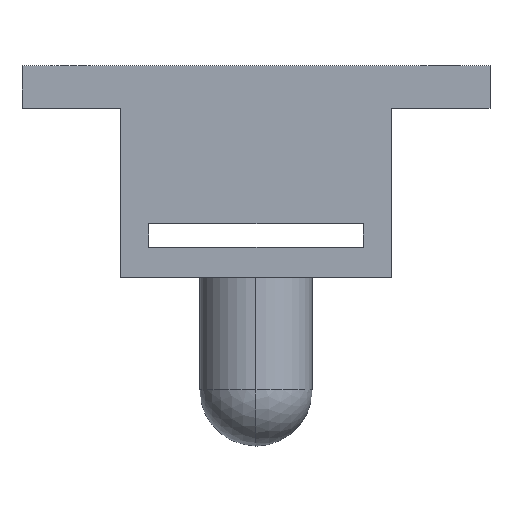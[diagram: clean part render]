
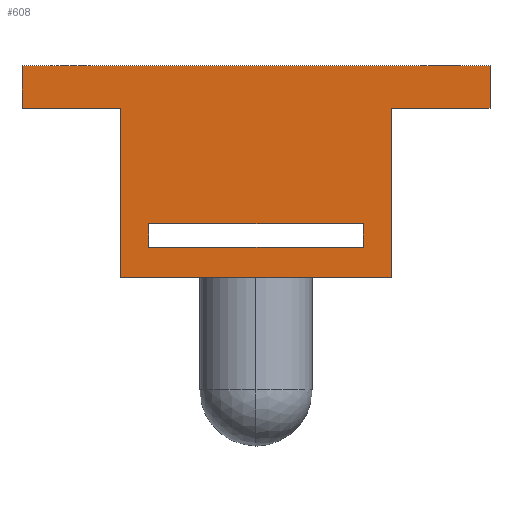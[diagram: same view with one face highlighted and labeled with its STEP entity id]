
A CAD part, top view. The second image highlights one B-rep face of the part: STEP entity #608.
In plain terms, the highlighted planar face has unit normal (0, 0, 1).
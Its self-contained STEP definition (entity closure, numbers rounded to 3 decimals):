
#1 = VECTOR ( 'NONE', #1056, 1000. ) ;
#18 = DIRECTION ( 'NONE',  ( 1., 0., 0. ) ) ;
#30 = ORIENTED_EDGE ( 'NONE', *, *, #63, .T. ) ;
#32 = VECTOR ( 'NONE', #18, 1000. ) ;
#40 = VECTOR ( 'NONE', #741, 1000. ) ;
#60 = VERTEX_POINT ( 'NONE', #867 ) ;
#63 = EDGE_CURVE ( 'NONE', #60, #244, #81, .T. ) ;
#64 = EDGE_LOOP ( 'NONE', ( #30, #669, #345, #510, #674, #574, #945, #494 ) ) ;
#68 = LINE ( 'NONE', #531, #972 ) ;
#81 = LINE ( 'NONE', #791, #581 ) ;
#92 = CARTESIAN_POINT ( 'NONE',  ( 16.62, -3., 5. ) ) ;
#99 = AXIS2_PLACEMENT_3D ( 'NONE', #747, #490, #310 ) ;
#112 = LINE ( 'NONE', #894, #1 ) ;
#116 = VECTOR ( 'NONE', #439, 1000. ) ;
#128 = LINE ( 'NONE', #805, #797 ) ;
#153 = VERTEX_POINT ( 'NONE', #180 ) ;
#158 = VERTEX_POINT ( 'NONE', #289 ) ;
#165 = EDGE_CURVE ( 'NONE', #509, #639, #623, .T. ) ;
#180 = CARTESIAN_POINT ( 'NONE',  ( 7.62, -12.9, 5. ) ) ;
#187 = CARTESIAN_POINT ( 'NONE',  ( -7.62, -11.2, 5. ) ) ;
#207 = EDGE_CURVE ( 'NONE', #807, #153, #890, .T. ) ;
#231 = DIRECTION ( 'NONE',  ( 0., -1., 0. ) ) ;
#234 = ORIENTED_EDGE ( 'NONE', *, *, #370, .F. ) ;
#244 = VERTEX_POINT ( 'NONE', #477 ) ;
#257 = ORIENTED_EDGE ( 'NONE', *, *, #207, .F. ) ;
#258 = CARTESIAN_POINT ( 'NONE',  ( 0., -3., 5. ) ) ;
#262 = VECTOR ( 'NONE', #330, 1000. ) ;
#289 = CARTESIAN_POINT ( 'NONE',  ( 7.62, -11.2, 5. ) ) ;
#310 = DIRECTION ( 'NONE',  ( -1., 0., 0. ) ) ;
#330 = DIRECTION ( 'NONE',  ( -1., 0., 0. ) ) ;
#339 = ORIENTED_EDGE ( 'NONE', *, *, #919, .F. ) ;
#341 = CARTESIAN_POINT ( 'NONE',  ( -9.62, -15., 5. ) ) ;
#345 = ORIENTED_EDGE ( 'NONE', *, *, #442, .F. ) ;
#362 = DIRECTION ( 'NONE',  ( 0., 1., 0. ) ) ;
#365 = EDGE_CURVE ( 'NONE', #672, #509, #526, .T. ) ;
#370 = EDGE_CURVE ( 'NONE', #158, #927, #704, .T. ) ;
#394 = EDGE_CURVE ( 'NONE', #672, #1103, #688, .T. ) ;
#398 = CARTESIAN_POINT ( 'NONE',  ( -7.62, -12.9, 5. ) ) ;
#439 = DIRECTION ( 'NONE',  ( 1., 0., 0. ) ) ;
#442 = EDGE_CURVE ( 'NONE', #1103, #947, #603, .T. ) ;
#443 = CARTESIAN_POINT ( 'NONE',  ( -7.62, -12.9, 5. ) ) ;
#445 = CARTESIAN_POINT ( 'NONE',  ( 0., -15., 5. ) ) ;
#447 = VERTEX_POINT ( 'NONE', #92 ) ;
#466 = VECTOR ( 'NONE', #773, 1000. ) ;
#477 = CARTESIAN_POINT ( 'NONE',  ( -16.62, 0., 5. ) ) ;
#490 = DIRECTION ( 'NONE',  ( 0., 0., -1. ) ) ;
#494 = ORIENTED_EDGE ( 'NONE', *, *, #701, .T. ) ;
#509 = VERTEX_POINT ( 'NONE', #548 ) ;
#510 = ORIENTED_EDGE ( 'NONE', *, *, #394, .F. ) ;
#526 = LINE ( 'NONE', #445, #116 ) ;
#531 = CARTESIAN_POINT ( 'NONE',  ( -16.62, -3., 5. ) ) ;
#533 = CARTESIAN_POINT ( 'NONE',  ( 9.62, -15., 5. ) ) ;
#548 = CARTESIAN_POINT ( 'NONE',  ( 9.62, -15., 5. ) ) ;
#567 = CARTESIAN_POINT ( 'NONE',  ( -9.62, -15., 5. ) ) ;
#572 = FACE_OUTER_BOUND ( 'NONE', #64, .T. ) ;
#574 = ORIENTED_EDGE ( 'NONE', *, *, #165, .T. ) ;
#581 = VECTOR ( 'NONE', #1053, 1000. ) ;
#603 = LINE ( 'NONE', #258, #262 ) ;
#608 = ADVANCED_FACE ( 'NONE', ( #846, #572 ), #931, .F. ) ;
#615 = EDGE_CURVE ( 'NONE', #927, #807, #841, .T. ) ;
#623 = LINE ( 'NONE', #533, #926 ) ;
#639 = VERTEX_POINT ( 'NONE', #1013 ) ;
#665 = CARTESIAN_POINT ( 'NONE',  ( -16.62, -3., 5. ) ) ;
#666 = VECTOR ( 'NONE', #1034, 1000. ) ;
#669 = ORIENTED_EDGE ( 'NONE', *, *, #1140, .F. ) ;
#672 = VERTEX_POINT ( 'NONE', #567 ) ;
#674 = ORIENTED_EDGE ( 'NONE', *, *, #365, .T. ) ;
#688 = LINE ( 'NONE', #341, #466 ) ;
#701 = EDGE_CURVE ( 'NONE', #447, #60, #128, .T. ) ;
#704 = LINE ( 'NONE', #1127, #666 ) ;
#741 = DIRECTION ( 'NONE',  ( 1., 0., 0. ) ) ;
#747 = CARTESIAN_POINT ( 'NONE',  ( 0., -3., 5. ) ) ;
#749 = CARTESIAN_POINT ( 'NONE',  ( 0., -3., 5. ) ) ;
#771 = DIRECTION ( 'NONE',  ( 0., 1., 0. ) ) ;
#773 = DIRECTION ( 'NONE',  ( 0., 1., 0. ) ) ;
#791 = CARTESIAN_POINT ( 'NONE',  ( 0., 0., 5. ) ) ;
#797 = VECTOR ( 'NONE', #899, 1000. ) ;
#805 = CARTESIAN_POINT ( 'NONE',  ( 16.62, -3., 5. ) ) ;
#807 = VERTEX_POINT ( 'NONE', #443 ) ;
#825 = LINE ( 'NONE', #749, #40 ) ;
#841 = LINE ( 'NONE', #398, #1037 ) ;
#846 = FACE_BOUND ( 'NONE', #1026, .T. ) ;
#850 = CARTESIAN_POINT ( 'NONE',  ( -9.62, -3., 5. ) ) ;
#867 = CARTESIAN_POINT ( 'NONE',  ( 16.62, 0., 5. ) ) ;
#890 = LINE ( 'NONE', #1068, #32 ) ;
#894 = CARTESIAN_POINT ( 'NONE',  ( 7.62, -12.9, 5. ) ) ;
#899 = DIRECTION ( 'NONE',  ( 0., 1., 0. ) ) ;
#919 = EDGE_CURVE ( 'NONE', #153, #158, #112, .T. ) ;
#926 = VECTOR ( 'NONE', #362, 1000. ) ;
#927 = VERTEX_POINT ( 'NONE', #187 ) ;
#931 = PLANE ( 'NONE',  #99 ) ;
#945 = ORIENTED_EDGE ( 'NONE', *, *, #1004, .T. ) ;
#947 = VERTEX_POINT ( 'NONE', #665 ) ;
#972 = VECTOR ( 'NONE', #771, 1000. ) ;
#1004 = EDGE_CURVE ( 'NONE', #639, #447, #825, .T. ) ;
#1013 = CARTESIAN_POINT ( 'NONE',  ( 9.62, -3., 5. ) ) ;
#1026 = EDGE_LOOP ( 'NONE', ( #234, #339, #257, #1114 ) ) ;
#1034 = DIRECTION ( 'NONE',  ( -1., 0., 0. ) ) ;
#1037 = VECTOR ( 'NONE', #231, 1000. ) ;
#1053 = DIRECTION ( 'NONE',  ( -1., 0., 0. ) ) ;
#1056 = DIRECTION ( 'NONE',  ( 0., 1., 0. ) ) ;
#1068 = CARTESIAN_POINT ( 'NONE',  ( -7.62, -12.9, 5. ) ) ;
#1103 = VERTEX_POINT ( 'NONE', #850 ) ;
#1114 = ORIENTED_EDGE ( 'NONE', *, *, #615, .F. ) ;
#1127 = CARTESIAN_POINT ( 'NONE',  ( -7.62, -11.2, 5. ) ) ;
#1140 = EDGE_CURVE ( 'NONE', #947, #244, #68, .T. ) ;
